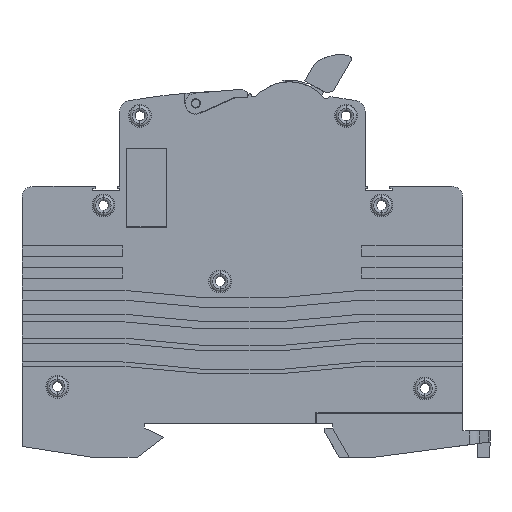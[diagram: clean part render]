
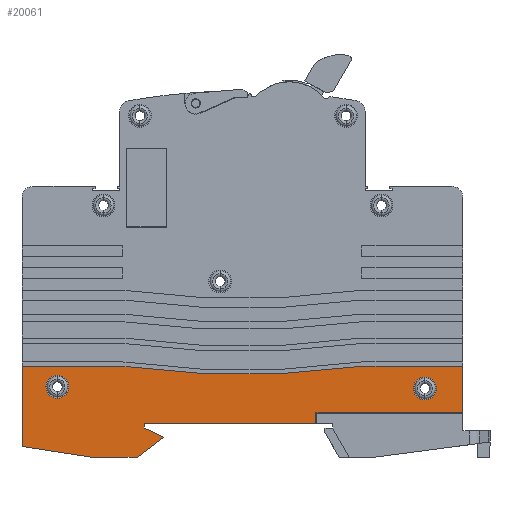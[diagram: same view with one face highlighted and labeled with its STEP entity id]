
A CAD part, left-side view. The second image highlights one B-rep face of the part: STEP entity #20061.
In plain terms, the highlighted planar face has unit normal (-1, 0, 0).
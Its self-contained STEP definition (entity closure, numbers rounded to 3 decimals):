
#253 = ORIENTED_EDGE ( 'NONE', *, *, #18772, .F. ) ;
#440 = VECTOR ( 'NONE', #27729, 1000. ) ;
#582 = DIRECTION ( 'NONE',  ( 0., -1., 0. ) ) ;
#792 = VERTEX_POINT ( 'NONE', #18142 ) ;
#999 = LINE ( 'NONE', #7968, #1922 ) ;
#1112 = VERTEX_POINT ( 'NONE', #22091 ) ;
#1467 = EDGE_CURVE ( 'NONE', #28814, #13621, #27424, .T. ) ;
#1560 = DIRECTION ( 'NONE',  ( -1., 0., 0. ) ) ;
#1854 = VERTEX_POINT ( 'NONE', #18894 ) ;
#1922 = VECTOR ( 'NONE', #12215, 1000. ) ;
#1949 = CARTESIAN_POINT ( 'NONE',  ( -8.75, 14.6, 3.7 ) ) ;
#2265 = CIRCLE ( 'NONE', #19048, 2.1 ) ;
#2313 = EDGE_CURVE ( 'NONE', #1854, #9309, #22134, .T. ) ;
#2421 = CARTESIAN_POINT ( 'NONE',  ( -8.75, -40.6, 16.777 ) ) ;
#2469 = AXIS2_PLACEMENT_3D ( 'NONE', #27943, #18575, #7910 ) ;
#2515 = LINE ( 'NONE', #7458, #25028 ) ;
#3087 = ORIENTED_EDGE ( 'NONE', *, *, #10479, .T. ) ;
#3212 = VECTOR ( 'NONE', #19537, 1000. ) ;
#3355 = CIRCLE ( 'NONE', #14548, 2.1 ) ;
#3544 = DIRECTION ( 'NONE',  ( 0., 0., 1. ) ) ;
#3580 = LINE ( 'NONE', #12492, #26141 ) ;
#3630 = VECTOR ( 'NONE', #10839, 1000. ) ;
#4612 = VERTEX_POINT ( 'NONE', #23078 ) ;
#4717 = CARTESIAN_POINT ( 'NONE',  ( -8.75, 40.6, 0. ) ) ;
#4886 = DIRECTION ( 'NONE',  ( -1., 0., 0. ) ) ;
#5489 = DIRECTION ( 'NONE',  ( 0., 0., 1. ) ) ;
#5832 = EDGE_CURVE ( 'NONE', #7294, #1854, #999, .T. ) ;
#5900 = CARTESIAN_POINT ( 'NONE',  ( -8.75, 34.1, 15.1 ) ) ;
#5927 = PLANE ( 'NONE',  #24311 ) ;
#6243 = CARTESIAN_POINT ( 'NONE',  ( -8.75, -13.55, 8.25 ) ) ;
#6501 = ORIENTED_EDGE ( 'NONE', *, *, #19130, .T. ) ;
#6546 = EDGE_CURVE ( 'NONE', #792, #7294, #21434, .T. ) ;
#6681 = ORIENTED_EDGE ( 'NONE', *, *, #23793, .T. ) ;
#7171 = DIRECTION ( 'NONE',  ( 0., 0., 1. ) ) ;
#7202 = EDGE_CURVE ( 'NONE', #22285, #792, #26313, .T. ) ;
#7220 = VECTOR ( 'NONE', #12260, 1000. ) ;
#7253 = CARTESIAN_POINT ( 'NONE',  ( -8.75, -40.6, 8.25 ) ) ;
#7294 = VERTEX_POINT ( 'NONE', #20597 ) ;
#7316 = DIRECTION ( 'NONE',  ( -1., 0., 0. ) ) ;
#7458 = CARTESIAN_POINT ( 'NONE',  ( -8.75, -13.55, 6.2 ) ) ;
#7570 = VERTEX_POINT ( 'NONE', #18197 ) ;
#7585 = CARTESIAN_POINT ( 'NONE',  ( -8.75, 18.1, 6.2 ) ) ;
#7910 = DIRECTION ( 'NONE',  ( 0., 0., 1. ) ) ;
#7968 = CARTESIAN_POINT ( 'NONE',  ( -8.75, 40.6, 16.777 ) ) ;
#8056 = EDGE_LOOP ( 'NONE', ( #27077, #16126 ) ) ;
#8279 = CARTESIAN_POINT ( 'NONE',  ( -8.75, 34.1, 13. ) ) ;
#9309 = VERTEX_POINT ( 'NONE', #9942 ) ;
#9473 = EDGE_CURVE ( 'NONE', #27937, #22285, #10498, .T. ) ;
#9497 = VECTOR ( 'NONE', #22961, 1000. ) ;
#9534 = ORIENTED_EDGE ( 'NONE', *, *, #17993, .F. ) ;
#9755 = CARTESIAN_POINT ( 'NONE',  ( -8.75, 18.1, 6.2 ) ) ;
#9909 = CARTESIAN_POINT ( 'NONE',  ( -8.75, -40.6, 0. ) ) ;
#9926 = CARTESIAN_POINT ( 'NONE',  ( -8.75, 27.6, 0. ) ) ;
#9942 = CARTESIAN_POINT ( 'NONE',  ( -8.75, -22., 16.777 ) ) ;
#10103 = ORIENTED_EDGE ( 'NONE', *, *, #27362, .F. ) ;
#10479 = EDGE_CURVE ( 'NONE', #13621, #11069, #2515, .T. ) ;
#10498 = LINE ( 'NONE', #23374, #7220 ) ;
#10569 = ORIENTED_EDGE ( 'NONE', *, *, #1467, .T. ) ;
#10581 = ORIENTED_EDGE ( 'NONE', *, *, #5832, .F. ) ;
#10659 = DIRECTION ( 'NONE',  ( 0., 0.988, 0.152 ) ) ;
#10726 = CARTESIAN_POINT ( 'NONE',  ( -8.75, -33.6, 10.6 ) ) ;
#10839 = DIRECTION ( 'NONE',  ( 0., 0.9, 0.437 ) ) ;
#11018 = EDGE_LOOP ( 'NONE', ( #6681, #253, #17846, #12545, #10581, #17977, #19624, #23462, #14224, #22798, #6501, #10569, #3087 ) ) ;
#11069 = VERTEX_POINT ( 'NONE', #6243 ) ;
#11140 = VECTOR ( 'NONE', #28490, 1000. ) ;
#11857 = EDGE_CURVE ( 'NONE', #25735, #25915, #26053, .T. ) ;
#12166 = EDGE_CURVE ( 'NONE', #22668, #7570, #25591, .T. ) ;
#12215 = DIRECTION ( 'NONE',  ( 0., -1., 0. ) ) ;
#12260 = DIRECTION ( 'NONE',  ( 0., 1., 0. ) ) ;
#12451 = CARTESIAN_POINT ( 'NONE',  ( -8.75, -33.6, 12.7 ) ) ;
#12492 = CARTESIAN_POINT ( 'NONE',  ( -8.75, 18.1, 5.4 ) ) ;
#12545 = ORIENTED_EDGE ( 'NONE', *, *, #2313, .F. ) ;
#12854 = CARTESIAN_POINT ( 'NONE',  ( -8.75, 27.6, 0. ) ) ;
#13068 = FACE_OUTER_BOUND ( 'NONE', #11018, .T. ) ;
#13135 = EDGE_LOOP ( 'NONE', ( #9534, #10103 ) ) ;
#13252 = AXIS2_PLACEMENT_3D ( 'NONE', #27324, #7316, #16218 ) ;
#13621 = VERTEX_POINT ( 'NONE', #25474 ) ;
#14070 = DIRECTION ( 'NONE',  ( 0., 0., 1. ) ) ;
#14224 = ORIENTED_EDGE ( 'NONE', *, *, #18551, .T. ) ;
#14548 = AXIS2_PLACEMENT_3D ( 'NONE', #25495, #4886, #14070 ) ;
#14641 = DIRECTION ( 'NONE',  ( -1., 0., 0. ) ) ;
#14740 = LINE ( 'NONE', #25728, #11140 ) ;
#14968 = CARTESIAN_POINT ( 'NONE',  ( -8.75, 0., -55.16 ) ) ;
#15276 = AXIS2_PLACEMENT_3D ( 'NONE', #8279, #17195, #26125 ) ;
#15470 = VECTOR ( 'NONE', #24761, 1000. ) ;
#15957 = CIRCLE ( 'NONE', #2469, 2.1 ) ;
#16126 = ORIENTED_EDGE ( 'NONE', *, *, #23065, .F. ) ;
#16218 = DIRECTION ( 'NONE',  ( 0., 0., -1. ) ) ;
#17195 = DIRECTION ( 'NONE',  ( -1., 0., 0. ) ) ;
#17846 = ORIENTED_EDGE ( 'NONE', *, *, #27197, .F. ) ;
#17977 = ORIENTED_EDGE ( 'NONE', *, *, #6546, .F. ) ;
#17993 = EDGE_CURVE ( 'NONE', #1112, #25569, #2265, .T. ) ;
#18142 = CARTESIAN_POINT ( 'NONE',  ( -8.75, 40.6, 2. ) ) ;
#18197 = CARTESIAN_POINT ( 'NONE',  ( -8.75, 34.1, 10.9 ) ) ;
#18452 = CARTESIAN_POINT ( 'NONE',  ( -8.75, 14.6, 3.7 ) ) ;
#18551 = EDGE_CURVE ( 'NONE', #27937, #25735, #14740, .T. ) ;
#18575 = DIRECTION ( 'NONE',  ( -1., 0., 0. ) ) ;
#18772 = EDGE_CURVE ( 'NONE', #4612, #23452, #24973, .T. ) ;
#18894 = CARTESIAN_POINT ( 'NONE',  ( -8.75, 22., 16.777 ) ) ;
#19048 = AXIS2_PLACEMENT_3D ( 'NONE', #12451, #14641, #3544 ) ;
#19130 = EDGE_CURVE ( 'NONE', #25915, #28814, #3580, .T. ) ;
#19234 = VECTOR ( 'NONE', #582, 1000. ) ;
#19537 = DIRECTION ( 'NONE',  ( 0., 0., 1. ) ) ;
#19624 = ORIENTED_EDGE ( 'NONE', *, *, #7202, .F. ) ;
#19815 = DIRECTION ( 'NONE',  ( 0., 0., 1. ) ) ;
#19819 = LINE ( 'NONE', #2421, #15470 ) ;
#20061 = ADVANCED_FACE ( 'NONE', ( #13068, #22000, #28435 ), #5927, .T. ) ;
#20597 = CARTESIAN_POINT ( 'NONE',  ( -8.75, 40.6, 16.777 ) ) ;
#21041 = LINE ( 'NONE', #27760, #9497 ) ;
#21434 = LINE ( 'NONE', #4717, #3212 ) ;
#21616 = VECTOR ( 'NONE', #10659, 1000. ) ;
#22000 = FACE_BOUND ( 'NONE', #8056, .T. ) ;
#22091 = CARTESIAN_POINT ( 'NONE',  ( -8.75, -33.6, 14.8 ) ) ;
#22134 = CIRCLE ( 'NONE', #13252, 162.083 ) ;
#22285 = VERTEX_POINT ( 'NONE', #9926 ) ;
#22668 = VERTEX_POINT ( 'NONE', #5900 ) ;
#22798 = ORIENTED_EDGE ( 'NONE', *, *, #11857, .T. ) ;
#22961 = DIRECTION ( 'NONE',  ( 0., -1., 0. ) ) ;
#23065 = EDGE_CURVE ( 'NONE', #7570, #22668, #15957, .T. ) ;
#23078 = CARTESIAN_POINT ( 'NONE',  ( -8.75, -40.6, 16.777 ) ) ;
#23374 = CARTESIAN_POINT ( 'NONE',  ( -8.75, 40.6, 0. ) ) ;
#23452 = VERTEX_POINT ( 'NONE', #7253 ) ;
#23462 = ORIENTED_EDGE ( 'NONE', *, *, #9473, .F. ) ;
#23793 = EDGE_CURVE ( 'NONE', #11069, #23452, #21041, .T. ) ;
#24311 = AXIS2_PLACEMENT_3D ( 'NONE', #14968, #1560, #19815 ) ;
#24761 = DIRECTION ( 'NONE',  ( 0., -1., 0. ) ) ;
#24973 = LINE ( 'NONE', #9909, #440 ) ;
#25028 = VECTOR ( 'NONE', #7171, 1000. ) ;
#25474 = CARTESIAN_POINT ( 'NONE',  ( -8.75, -13.55, 6.2 ) ) ;
#25495 = CARTESIAN_POINT ( 'NONE',  ( -8.75, -33.6, 12.7 ) ) ;
#25569 = VERTEX_POINT ( 'NONE', #10726 ) ;
#25591 = CIRCLE ( 'NONE', #15276, 2.1 ) ;
#25728 = CARTESIAN_POINT ( 'NONE',  ( -8.75, 19.4, 0. ) ) ;
#25735 = VERTEX_POINT ( 'NONE', #18452 ) ;
#25915 = VERTEX_POINT ( 'NONE', #26346 ) ;
#26053 = LINE ( 'NONE', #1949, #3630 ) ;
#26125 = DIRECTION ( 'NONE',  ( 0., 0., 1. ) ) ;
#26141 = VECTOR ( 'NONE', #5489, 1000. ) ;
#26313 = LINE ( 'NONE', #12854, #21616 ) ;
#26346 = CARTESIAN_POINT ( 'NONE',  ( -8.75, 18.1, 5.4 ) ) ;
#27077 = ORIENTED_EDGE ( 'NONE', *, *, #12166, .F. ) ;
#27197 = EDGE_CURVE ( 'NONE', #9309, #4612, #19819, .T. ) ;
#27324 = CARTESIAN_POINT ( 'NONE',  ( -8.75, 0., 177.36 ) ) ;
#27362 = EDGE_CURVE ( 'NONE', #25569, #1112, #3355, .T. ) ;
#27424 = LINE ( 'NONE', #9755, #19234 ) ;
#27596 = CARTESIAN_POINT ( 'NONE',  ( -8.75, 19.4, 0. ) ) ;
#27729 = DIRECTION ( 'NONE',  ( 0., 0., -1. ) ) ;
#27760 = CARTESIAN_POINT ( 'NONE',  ( -8.75, -13.6, 8.25 ) ) ;
#27937 = VERTEX_POINT ( 'NONE', #27596 ) ;
#27943 = CARTESIAN_POINT ( 'NONE',  ( -8.75, 34.1, 13. ) ) ;
#28435 = FACE_BOUND ( 'NONE', #13135, .T. ) ;
#28490 = DIRECTION ( 'NONE',  ( 0., -0.792, 0.611 ) ) ;
#28814 = VERTEX_POINT ( 'NONE', #7585 ) ;
